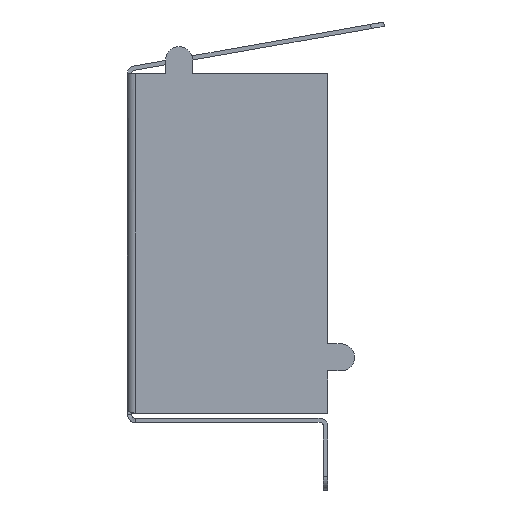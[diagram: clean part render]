
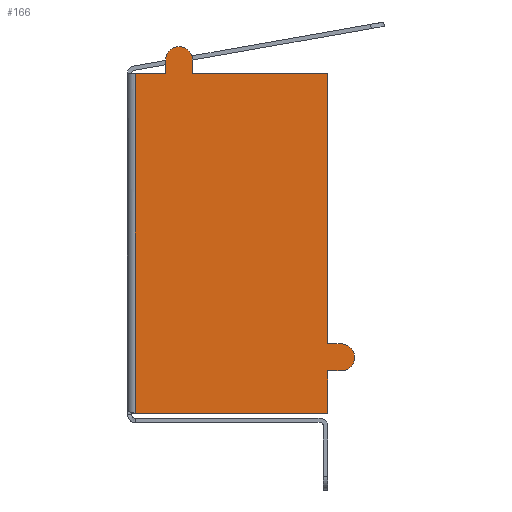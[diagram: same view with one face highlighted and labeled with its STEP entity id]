
A CAD part, left-side view. The second image highlights one B-rep face of the part: STEP entity #166.
In plain terms, the highlighted planar face has unit normal (-1, 0, 0).
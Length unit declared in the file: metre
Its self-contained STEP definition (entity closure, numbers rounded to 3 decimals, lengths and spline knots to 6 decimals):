
#166=ADVANCED_FACE('0:39',(#389),#390,.T.);
#389=FACE_OUTER_BOUND('',#719,.T.);
#390=PLANE('',#720);
#719=EDGE_LOOP('',(#1172,#1173,#1174,#1175,#1176,#1177,#1178,#1179,#1180,#1181,#1182,#1183,#1184));
#720=AXIS2_PLACEMENT_3D('',#1185,#1186,#1187);
#1172=ORIENTED_EDGE('',*,*,#1883,.F.);
#1173=ORIENTED_EDGE('',*,*,#1884,.T.);
#1174=ORIENTED_EDGE('',*,*,#1885,.T.);
#1175=ORIENTED_EDGE('',*,*,#1886,.F.);
#1176=ORIENTED_EDGE('',*,*,#1887,.T.);
#1177=ORIENTED_EDGE('',*,*,#1888,.F.);
#1178=ORIENTED_EDGE('',*,*,#1814,.F.);
#1179=ORIENTED_EDGE('',*,*,#1811,.T.);
#1180=ORIENTED_EDGE('',*,*,#1889,.F.);
#1181=ORIENTED_EDGE('',*,*,#1880,.T.);
#1182=ORIENTED_EDGE('',*,*,#1816,.F.);
#1183=ORIENTED_EDGE('',*,*,#1890,.T.);
#1184=ORIENTED_EDGE('',*,*,#1891,.T.);
#1185=CARTESIAN_POINT('',(-0.08963,-0.03,0.026));
#1186=DIRECTION('',(-1.0,0.0,0.0));
#1187=DIRECTION('',(0.0,0.0,1.0));
#1811=EDGE_CURVE('',#2203,#2201,#2204,.T.);
#1814=EDGE_CURVE('',#2203,#2114,#2207,.T.);
#1816=EDGE_CURVE('',#2209,#2210,#2211,.T.);
#1880=EDGE_CURVE('',#2308,#2210,#2309,.T.);
#1883=EDGE_CURVE('',#2312,#2313,#2314,.T.);
#1884=EDGE_CURVE('',#2312,#2315,#2316,.T.);
#1885=EDGE_CURVE('',#2315,#2317,#2318,.T.);
#1886=EDGE_CURVE('',#2319,#2317,#2320,.T.);
#1887=EDGE_CURVE('',#2319,#2321,#2322,.T.);
#1888=EDGE_CURVE('',#2114,#2321,#2323,.T.);
#1889=EDGE_CURVE('',#2308,#2201,#2324,.T.);
#1890=EDGE_CURVE('',#2209,#2325,#2326,.T.);
#1891=EDGE_CURVE('',#2325,#2313,#2327,.T.);
#2114=VERTEX_POINT('',#2624);
#2201=VERTEX_POINT('',#2794);
#2203=VERTEX_POINT('',#2797);
#2204=LINE('',#2798,#2799);
#2207=LINE('',#2803,#2804);
#2209=VERTEX_POINT('',#2806);
#2210=VERTEX_POINT('',#2807);
#2211=LINE('',#2808,#2809);
#2308=VERTEX_POINT('',#2958);
#2309=CIRCLE('',#2959,0.002);
#2312=VERTEX_POINT('',#2963);
#2313=VERTEX_POINT('',#2964);
#2314=LINE('',#2965,#2966);
#2315=VERTEX_POINT('',#2967);
#2316=CIRCLE('',#2968,0.002);
#2317=VERTEX_POINT('',#2969);
#2318=CIRCLE('',#2970,0.002);
#2319=VERTEX_POINT('',#2971);
#2320=LINE('',#2972,#2973);
#2321=VERTEX_POINT('',#2974);
#2322=LINE('',#2975,#2976);
#2323=LINE('',#2977,#2978);
#2324=LINE('',#2979,#2980);
#2325=VERTEX_POINT('',#2981);
#2326=LINE('',#2982,#2983);
#2327=LINE('',#2984,#2985);
#2624=CARTESIAN_POINT('',(-0.08963,-0.0015,-0.024299));
#2794=CARTESIAN_POINT('',(-0.08963,-0.03,-0.018));
#2797=CARTESIAN_POINT('',(-0.08963,-0.03,-0.024299));
#2798=CARTESIAN_POINT('',(-0.08963,-0.03,0.026));
#2799=VECTOR('',#3379,1.0);
#2803=CARTESIAN_POINT('',(-0.08963,-0.03,-0.024299));
#2804=VECTOR('',#3381,1.0);
#2806=CARTESIAN_POINT('',(-0.08963,-0.03,-0.014));
#2807=CARTESIAN_POINT('',(-0.08963,-0.032,-0.014));
#2808=CARTESIAN_POINT('',(-0.08963,-0.03,-0.014));
#2809=VECTOR('',#3382,1.0);
#2958=CARTESIAN_POINT('',(-0.08963,-0.032,-0.018));
#2959=AXIS2_PLACEMENT_3D('',#3464,#3465,#3466);
#2963=CARTESIAN_POINT('',(-0.08963,-0.01,0.028));
#2964=CARTESIAN_POINT('',(-0.08963,-0.01,0.026));
#2965=CARTESIAN_POINT('',(-0.08963,-0.01,0.026));
#2966=VECTOR('',#3468,1.0);
#2967=CARTESIAN_POINT('',(-0.08963,-0.008,0.03));
#2968=AXIS2_PLACEMENT_3D('',#3469,#3470,#3471);
#2969=CARTESIAN_POINT('',(-0.08963,-0.006,0.028));
#2970=AXIS2_PLACEMENT_3D('',#3472,#3473,#3474);
#2971=CARTESIAN_POINT('',(-0.08963,-0.006,0.026));
#2972=CARTESIAN_POINT('',(-0.08963,-0.006,0.026));
#2973=VECTOR('',#3475,1.0);
#2974=CARTESIAN_POINT('',(-0.08963,-0.0015,0.026));
#2975=CARTESIAN_POINT('',(-0.08963,-0.03,0.026));
#2976=VECTOR('',#3476,1.0);
#2977=CARTESIAN_POINT('',(-0.08963,-0.0015,0.026));
#2978=VECTOR('',#3477,1.0);
#2979=CARTESIAN_POINT('',(-0.08963,-0.03,-0.018));
#2980=VECTOR('',#3478,1.0);
#2981=CARTESIAN_POINT('',(-0.08963,-0.03,0.026));
#2982=CARTESIAN_POINT('',(-0.08963,-0.03,0.026));
#2983=VECTOR('',#3479,1.0);
#2984=CARTESIAN_POINT('',(-0.08963,-0.03,0.026));
#2985=VECTOR('',#3480,1.0);
#3379=DIRECTION('',(0.0,0.0,1.0));
#3381=DIRECTION('',(0.0,1.0,-0.0));
#3382=DIRECTION('',(0.0,-1.0,0.0));
#3464=CARTESIAN_POINT('',(-0.08963,-0.032,-0.016));
#3465=DIRECTION('',(-1.0,0.0,0.0));
#3466=DIRECTION('',(0.0,0.0,1.0));
#3468=DIRECTION('',(0.0,-0.0,-1.0));
#3469=CARTESIAN_POINT('',(-0.08963,-0.008,0.028));
#3470=DIRECTION('',(-1.0,0.0,0.0));
#3471=DIRECTION('',(0.0,0.0,1.0));
#3472=CARTESIAN_POINT('',(-0.08963,-0.008,0.028));
#3473=DIRECTION('',(-1.0,0.0,0.0));
#3474=DIRECTION('',(0.0,0.0,1.0));
#3475=DIRECTION('',(0.0,0.,1.0));
#3476=DIRECTION('',(0.0,1.0,-0.0));
#3477=DIRECTION('',(0.0,0.0,1.0));
#3478=DIRECTION('',(0.0,1.0,0.0));
#3479=DIRECTION('',(0.0,0.0,1.0));
#3480=DIRECTION('',(0.0,1.0,-0.0));
